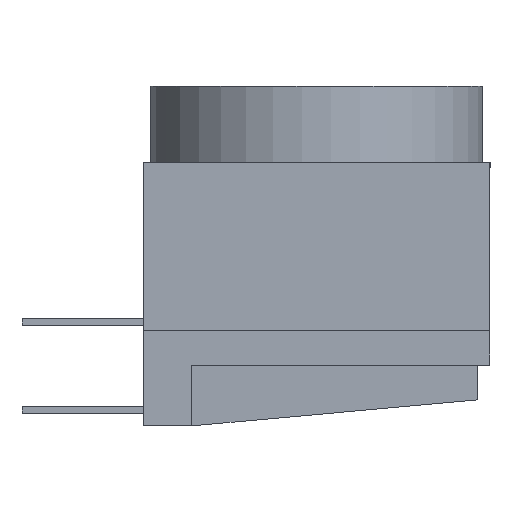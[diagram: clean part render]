
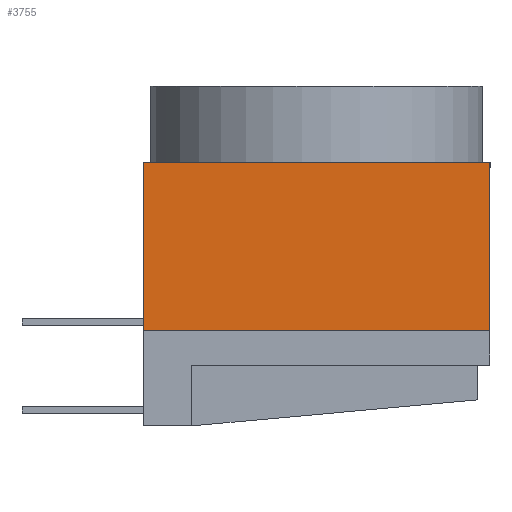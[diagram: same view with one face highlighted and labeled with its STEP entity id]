
A CAD part, front view. The second image highlights one B-rep face of the part: STEP entity #3755.
In plain terms, the highlighted planar face has unit normal (0, -1, 0).
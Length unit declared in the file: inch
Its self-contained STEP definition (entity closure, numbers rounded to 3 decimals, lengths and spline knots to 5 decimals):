
#1586=CARTESIAN_POINT('',(0.19685,-0.19685,-0.11516));
#1587=VERTEX_POINT('',#1586);
#1594=CARTESIAN_POINT('',(-0.19685,-0.19685,-0.11516));
#1595=VERTEX_POINT('',#1594);
#1596=CARTESIAN_POINT('',(-0.19685,-0.19685,-0.11516));
#1597=DIRECTION('',(1.0,0.0,0.0));
#1598=VECTOR('',#1597,0.3937);
#1599=LINE('',#1596,#1598);
#1600=EDGE_CURVE('',#1595,#1587,#1599,.T.);
#3502=CARTESIAN_POINT('',(-0.19685,-0.19685,0.07579));
#3503=VERTEX_POINT('',#3502);
#3510=CARTESIAN_POINT('',(0.19685,-0.19685,0.07579));
#3511=VERTEX_POINT('',#3510);
#3512=CARTESIAN_POINT('',(0.19685,-0.19685,0.07579));
#3513=DIRECTION('',(-1.0,0.0,0.0));
#3514=VECTOR('',#3513,0.3937);
#3515=LINE('',#3512,#3514);
#3516=EDGE_CURVE('',#3511,#3503,#3515,.T.);
#3581=CARTESIAN_POINT('',(-0.19685,-0.19685,0.07579));
#3582=DIRECTION('',(0.0,0.0,-1.0));
#3583=VECTOR('',#3582,0.19094);
#3584=LINE('',#3581,#3583);
#3585=EDGE_CURVE('',#3503,#1595,#3584,.T.);
#3729=CARTESIAN_POINT('',(0.19685,-0.19685,0.07579));
#3730=DIRECTION('',(0.0,0.0,-1.0));
#3731=VECTOR('',#3730,0.19094);
#3732=LINE('',#3729,#3731);
#3733=EDGE_CURVE('',#3511,#1587,#3732,.T.);
#3744=CARTESIAN_POINT('',(-0.21654,-0.19685,0.08533));
#3745=DIRECTION('',(0.0,-1.0,0.0));
#3746=DIRECTION('',(0.0,0.0,-1.0));
#3747=AXIS2_PLACEMENT_3D('',#3744,#3745,#3746);
#3748=PLANE('',#3747);
#3749=ORIENTED_EDGE('',*,*,#3516,.T.);
#3750=ORIENTED_EDGE('',*,*,#3585,.T.);
#3751=ORIENTED_EDGE('',*,*,#1600,.T.);
#3752=ORIENTED_EDGE('',*,*,#3733,.F.);
#3753=EDGE_LOOP('',(#3749,#3750,#3751,#3752));
#3754=FACE_OUTER_BOUND('',#3753,.T.);
#3755=ADVANCED_FACE('',(#3754),#3748,.T.);
